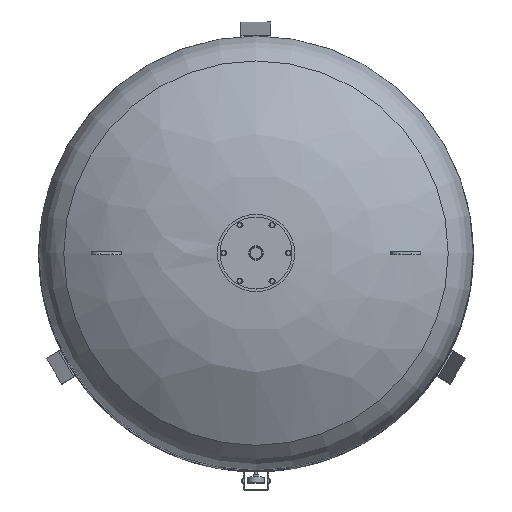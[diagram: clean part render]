
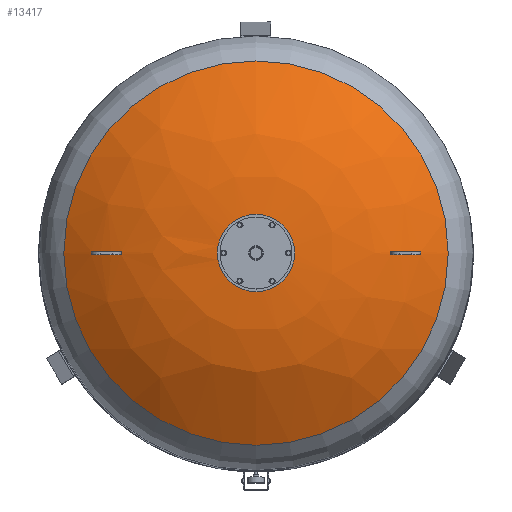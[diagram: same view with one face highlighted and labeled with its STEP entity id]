
A CAD part, top view. The second image highlights one B-rep face of the part: STEP entity #13417.
In plain terms, the highlighted free-form (B-spline) face has degree [2, 2] with [3, 9] control points.
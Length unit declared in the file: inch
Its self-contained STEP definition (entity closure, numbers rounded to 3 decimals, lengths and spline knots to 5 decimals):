
#49=(
BOUNDED_SURFACE()
B_SPLINE_SURFACE(2,2,((#22757,#22758,#22759,#22760,#22761,#22762,#22763,
#22764,#22765),(#22766,#22767,#22768,#22769,#22770,#22771,#22772,#22773,
#22774),(#22775,#22776,#22777,#22778,#22779,#22780,#22781,#22782,#22783)),
 .UNSPECIFIED.,.F.,.T.,.F.)
B_SPLINE_SURFACE_WITH_KNOTS((3,3),(3,2,2,2,3),(0.95066,1.55774),
(-3.14159,-1.5708,0.,1.5708,3.14159),
 .UNSPECIFIED.)
GEOMETRIC_REPRESENTATION_ITEM()
RATIONAL_B_SPLINE_SURFACE(((1.,0.707,1.,0.707,1.,
0.707,1.,0.707,1.),(0.954,0.675,
0.954,0.675,0.954,0.675,
0.954,0.675,0.954),(1.,0.707,
1.,0.707,1.,0.707,1.,0.707,1.)))
REPRESENTATION_ITEM('')
SURFACE()
);
#105=(
BOUNDED_CURVE()
B_SPLINE_CURVE(2,(#22785,#22786,#22787),.UNSPECIFIED.,.F.,.F.)
B_SPLINE_CURVE_WITH_KNOTS((3,3),(-1.55774,-1.19338),
 .UNSPECIFIED.)
CURVE()
GEOMETRIC_REPRESENTATION_ITEM()
RATIONAL_B_SPLINE_CURVE((1.,0.973,0.978))
REPRESENTATION_ITEM('')
);
#106=(
BOUNDED_CURVE()
B_SPLINE_CURVE(2,(#22794,#22795,#22796),.UNSPECIFIED.,.F.,.F.)
B_SPLINE_CURVE_WITH_KNOTS((3,3),(-1.07126,-0.95066),
 .UNSPECIFIED.)
CURVE()
GEOMETRIC_REPRESENTATION_ITEM()
RATIONAL_B_SPLINE_CURVE((0.985,0.991,1.))
REPRESENTATION_ITEM('')
);
#3047=FACE_BOUND('',#4765,.T.);
#3690=FACE_OUTER_BOUND('',#4764,.T.);
#4764=EDGE_LOOP('',(#10540,#10541,#10542,#10543,#10544,#10545,#10546,#10547,
#10548,#10549,#10550,#10551));
#4765=EDGE_LOOP('',(#10552,#10553,#10554,#10555));
#5493=CIRCLE('',#14548,35.51271);
#5497=CIRCLE('',#14553,44.63145);
#5501=CIRCLE('',#14562,35.51271);
#5502=CIRCLE('',#14564,39.59542);
#5503=CIRCLE('',#14566,25.25235);
#5506=CIRCLE('',#14571,5.07814);
#5507=CIRCLE('',#14572,44.63146);
#5508=CIRCLE('',#14573,35.51271);
#5509=CIRCLE('',#14574,39.59543);
#5510=CIRCLE('',#14575,39.59543);
#5511=CIRCLE('',#14576,35.51271);
#5512=CIRCLE('',#14577,44.63146);
#6402=VERTEX_POINT('',#22703);
#6403=VERTEX_POINT('',#22704);
#6409=VERTEX_POINT('',#22718);
#6415=VERTEX_POINT('',#22739);
#6416=VERTEX_POINT('',#22745);
#6420=VERTEX_POINT('',#22755);
#6421=VERTEX_POINT('',#22784);
#6422=VERTEX_POINT('',#22788);
#6423=VERTEX_POINT('',#22790);
#6424=VERTEX_POINT('',#22792);
#6425=VERTEX_POINT('',#22797);
#6426=VERTEX_POINT('',#22799);
#7871=EDGE_CURVE('',#6402,#6403,#5493,.T.);
#7878=EDGE_CURVE('',#6409,#6402,#5497,.T.);
#7888=EDGE_CURVE('',#6415,#6409,#5501,.T.);
#7890=EDGE_CURVE('',#6403,#6415,#5502,.T.);
#7891=EDGE_CURVE('',#6416,#6416,#5503,.T.);
#7895=EDGE_CURVE('',#6420,#6420,#5506,.T.);
#7896=EDGE_CURVE('',#6420,#6421,#105,.T.);
#7897=EDGE_CURVE('',#6421,#6422,#5507,.T.);
#7898=EDGE_CURVE('',#6422,#6423,#5508,.T.);
#7899=EDGE_CURVE('',#6423,#6424,#5509,.T.);
#7900=EDGE_CURVE('',#6424,#6416,#106,.T.);
#7901=EDGE_CURVE('',#6424,#6425,#5510,.T.);
#7902=EDGE_CURVE('',#6425,#6426,#5511,.T.);
#7903=EDGE_CURVE('',#6426,#6421,#5512,.T.);
#10540=ORIENTED_EDGE('',*,*,#7895,.F.);
#10541=ORIENTED_EDGE('',*,*,#7896,.T.);
#10542=ORIENTED_EDGE('',*,*,#7897,.T.);
#10543=ORIENTED_EDGE('',*,*,#7898,.T.);
#10544=ORIENTED_EDGE('',*,*,#7899,.T.);
#10545=ORIENTED_EDGE('',*,*,#7900,.T.);
#10546=ORIENTED_EDGE('',*,*,#7891,.T.);
#10547=ORIENTED_EDGE('',*,*,#7900,.F.);
#10548=ORIENTED_EDGE('',*,*,#7901,.T.);
#10549=ORIENTED_EDGE('',*,*,#7902,.T.);
#10550=ORIENTED_EDGE('',*,*,#7903,.T.);
#10551=ORIENTED_EDGE('',*,*,#7896,.F.);
#10552=ORIENTED_EDGE('',*,*,#7878,.F.);
#10553=ORIENTED_EDGE('',*,*,#7888,.F.);
#10554=ORIENTED_EDGE('',*,*,#7890,.F.);
#10555=ORIENTED_EDGE('',*,*,#7871,.F.);
#13417=ADVANCED_FACE('',(#3690,#3047),#49,.F.);
#14548=AXIS2_PLACEMENT_3D('',#22705,#17210,#17211);
#14553=AXIS2_PLACEMENT_3D('',#22719,#17223,#17224);
#14562=AXIS2_PLACEMENT_3D('',#22740,#17247,#17248);
#14564=AXIS2_PLACEMENT_3D('',#22743,#17252,#17253);
#14566=AXIS2_PLACEMENT_3D('',#22746,#17256,#17257);
#14571=AXIS2_PLACEMENT_3D('',#22756,#17267,#17268);
#14572=AXIS2_PLACEMENT_3D('',#22789,#17269,#17270);
#14573=AXIS2_PLACEMENT_3D('',#22791,#17271,#17272);
#14574=AXIS2_PLACEMENT_3D('',#22793,#17273,#17274);
#14575=AXIS2_PLACEMENT_3D('',#22798,#17275,#17276);
#14576=AXIS2_PLACEMENT_3D('',#22800,#17277,#17278);
#14577=AXIS2_PLACEMENT_3D('',#22801,#17279,#17280);
#17210=DIRECTION('center_axis',(0.,1.,0.));
#17211=DIRECTION('ref_axis',(0.48,0.,0.877));
#17223=DIRECTION('center_axis',(1.,0.,0.));
#17224=DIRECTION('ref_axis',(0.,-0.004,1.));
#17247=DIRECTION('center_axis',(0.,-1.,0.));
#17248=DIRECTION('ref_axis',(0.369,0.,0.929));
#17252=DIRECTION('center_axis',(-1.,0.,0.));
#17253=DIRECTION('ref_axis',(0.,0.005,1.));
#17256=DIRECTION('center_axis',(0.,0.,1.));
#17257=DIRECTION('ref_axis',(-1.,0.,0.));
#17267=DIRECTION('center_axis',(0.,0.,1.));
#17268=DIRECTION('ref_axis',(-1.,0.,0.));
#17269=DIRECTION('center_axis',(1.,0.,0.));
#17270=DIRECTION('ref_axis',(0.,-0.004,1.));
#17271=DIRECTION('center_axis',(0.,-1.,0.));
#17272=DIRECTION('ref_axis',(-0.48,0.,0.877));
#17273=DIRECTION('center_axis',(-1.,0.,0.));
#17274=DIRECTION('ref_axis',(0.,0.005,1.));
#17275=DIRECTION('center_axis',(-1.,0.,0.));
#17276=DIRECTION('ref_axis',(0.,0.005,1.));
#17277=DIRECTION('center_axis',(0.,1.,0.));
#17278=DIRECTION('ref_axis',(-0.369,0.,0.929));
#17279=DIRECTION('center_axis',(1.,0.,0.));
#17280=DIRECTION('ref_axis',(0.,-0.004,1.));
#22703=CARTESIAN_POINT('',(-960.91523,-27.10412,-60.62519));
#22704=CARTESIAN_POINT('',(-956.97822,-27.10412,-62.47464));
#22705=CARTESIAN_POINT('Origin',(-974.01784,-27.10412,-93.63237));
#22718=CARTESIAN_POINT('',(-960.91523,-26.71042,-60.62519));
#22719=CARTESIAN_POINT('Origin',(-960.91523,-26.90727,-105.2562));
#22739=CARTESIAN_POINT('',(-956.97822,-26.71042,-62.47464));
#22740=CARTESIAN_POINT('Origin',(-974.01784,-26.71042,-93.63237));
#22743=CARTESIAN_POINT('Origin',(-956.97822,-26.90727,-102.06957));
#22745=CARTESIAN_POINT('',(-1003.88421,-26.90727,-64.73181));
#22746=CARTESIAN_POINT('Origin',(-978.63186,-26.90727,-64.7318));
#22755=CARTESIAN_POINT('',(-983.71,-26.90727,-58.12244));
#22756=CARTESIAN_POINT('Origin',(-978.63186,-26.90727,-58.12244));
#22757=CARTESIAN_POINT('Ctrl Pts',(-1003.88421,-26.90727,
-64.73181));
#22758=CARTESIAN_POINT('Ctrl Pts',(-1003.88421,-52.15962,
-64.73181));
#22759=CARTESIAN_POINT('Ctrl Pts',(-978.63186,-52.15962,
-64.7318));
#22760=CARTESIAN_POINT('Ctrl Pts',(-953.37951,-52.15962,
-64.73179));
#22761=CARTESIAN_POINT('Ctrl Pts',(-953.37951,-26.90727,
-64.73179));
#22762=CARTESIAN_POINT('Ctrl Pts',(-953.37951,-1.65493,
-64.73179));
#22763=CARTESIAN_POINT('Ctrl Pts',(-978.63186,-1.65493,
-64.7318));
#22764=CARTESIAN_POINT('Ctrl Pts',(-1003.88421,-1.65493,
-64.73181));
#22765=CARTESIAN_POINT('Ctrl Pts',(-1003.88421,-26.90727,
-64.73181));
#22766=CARTESIAN_POINT('Ctrl Pts',(-994.83219,-26.90727,
-58.26765));
#22767=CARTESIAN_POINT('Ctrl Pts',(-994.83219,-43.10761,
-58.26765));
#22768=CARTESIAN_POINT('Ctrl Pts',(-978.63186,-43.10761,
-58.26765));
#22769=CARTESIAN_POINT('Ctrl Pts',(-962.43153,-43.10761,
-58.26764));
#22770=CARTESIAN_POINT('Ctrl Pts',(-962.43153,-26.90727,
-58.26764));
#22771=CARTESIAN_POINT('Ctrl Pts',(-962.43153,-10.70694,
-58.26764));
#22772=CARTESIAN_POINT('Ctrl Pts',(-978.63186,-10.70694,
-58.26765));
#22773=CARTESIAN_POINT('Ctrl Pts',(-994.83219,-10.70694,
-58.26765));
#22774=CARTESIAN_POINT('Ctrl Pts',(-994.83219,-26.90727,
-58.26765));
#22775=CARTESIAN_POINT('Ctrl Pts',(-983.71,-26.90727,
-58.12244));
#22776=CARTESIAN_POINT('Ctrl Pts',(-983.71,-31.98542,
-58.12244));
#22777=CARTESIAN_POINT('Ctrl Pts',(-978.63186,-31.98542,
-58.12244));
#22778=CARTESIAN_POINT('Ctrl Pts',(-973.55372,-31.98542,-58.12244));
#22779=CARTESIAN_POINT('Ctrl Pts',(-973.55372,-26.90727,-58.12244));
#22780=CARTESIAN_POINT('Ctrl Pts',(-973.55372,-21.82913,-58.12244));
#22781=CARTESIAN_POINT('Ctrl Pts',(-978.63186,-21.82913,
-58.12244));
#22782=CARTESIAN_POINT('Ctrl Pts',(-983.71,-21.82913,
-58.12244));
#22783=CARTESIAN_POINT('Ctrl Pts',(-983.71,-26.90727,
-58.12244));
#22784=CARTESIAN_POINT('',(-996.34847,-26.90727,-60.62476));
#22785=CARTESIAN_POINT('Ctrl Pts',(-983.71,-26.90727,
-58.12244));
#22786=CARTESIAN_POINT('Ctrl Pts',(-990.26002,-26.90727,-58.20796));
#22787=CARTESIAN_POINT('Ctrl Pts',(-996.34847,-26.90727,
-60.62476));
#22788=CARTESIAN_POINT('',(-996.34847,-27.10412,-60.62519));
#22789=CARTESIAN_POINT('Origin',(-996.34847,-26.90727,-105.25622));
#22790=CARTESIAN_POINT('',(-1000.28548,-27.10412,-62.47465));
#22791=CARTESIAN_POINT('Origin',(-983.24586,-27.10412,-93.63237));
#22792=CARTESIAN_POINT('',(-1000.28548,-26.90727,-62.47416));
#22793=CARTESIAN_POINT('Origin',(-1000.28548,-26.90727,-102.06959));
#22794=CARTESIAN_POINT('Ctrl Pts',(-1000.28548,-26.90727,
-62.47416));
#22795=CARTESIAN_POINT('Ctrl Pts',(-1002.15248,-26.90727,
-63.49516));
#22796=CARTESIAN_POINT('Ctrl Pts',(-1003.88421,-26.90727,
-64.73181));
#22797=CARTESIAN_POINT('',(-1000.28548,-26.71042,-62.47465));
#22798=CARTESIAN_POINT('Origin',(-1000.28548,-26.90727,-102.06959));
#22799=CARTESIAN_POINT('',(-996.34847,-26.71042,-60.62519));
#22800=CARTESIAN_POINT('Origin',(-983.24586,-26.71042,-93.63237));
#22801=CARTESIAN_POINT('Origin',(-996.34847,-26.90727,-105.25622));
